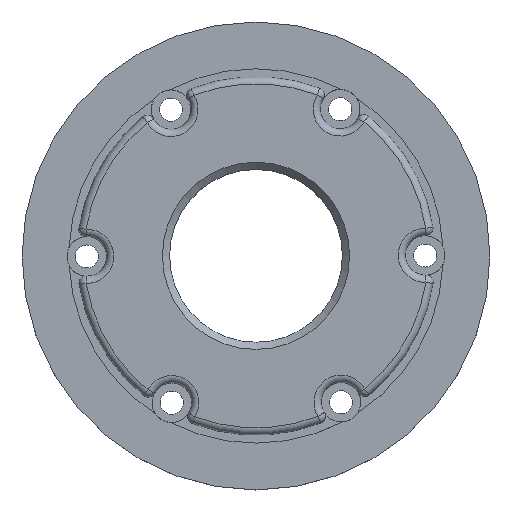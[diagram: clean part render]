
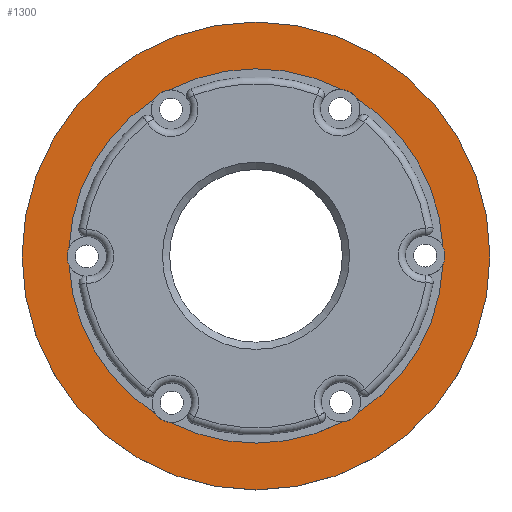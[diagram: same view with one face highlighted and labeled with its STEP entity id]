
A CAD part, top view. The second image highlights one B-rep face of the part: STEP entity #1300.
In plain terms, the highlighted planar face has unit normal (0, 0, 1).
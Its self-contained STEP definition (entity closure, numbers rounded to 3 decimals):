
#25=FACE_BOUND('',#359,.T.);
#42=PLANE('',#1515);
#267=FACE_OUTER_BOUND('',#358,.T.);
#358=EDGE_LOOP('',(#1109));
#359=EDGE_LOOP('',(#1110,#1111,#1112,#1113,#1114,#1115,#1116,#1117,#1118,
#1119,#1120,#1121,#1122));
#398=CIRCLE('',#1349,2.75);
#413=CIRCLE('',#1370,2.75);
#428=CIRCLE('',#1391,2.75);
#443=CIRCLE('',#1412,2.75);
#456=CIRCLE('',#1431,2.75);
#458=CIRCLE('',#1433,2.75);
#471=CIRCLE('',#1452,2.75);
#508=CIRCLE('',#1516,32.5);
#509=CIRCLE('',#1517,26.);
#510=CIRCLE('',#1518,26.);
#511=CIRCLE('',#1519,26.);
#512=CIRCLE('',#1520,26.);
#513=CIRCLE('',#1521,26.);
#514=CIRCLE('',#1522,26.);
#541=VERTEX_POINT('',#2089);
#542=VERTEX_POINT('',#2091);
#557=VERTEX_POINT('',#2133);
#558=VERTEX_POINT('',#2135);
#573=VERTEX_POINT('',#2177);
#574=VERTEX_POINT('',#2179);
#589=VERTEX_POINT('',#2221);
#590=VERTEX_POINT('',#2223);
#603=VERTEX_POINT('',#2260);
#604=VERTEX_POINT('',#2262);
#606=VERTEX_POINT('',#2267);
#619=VERTEX_POINT('',#2304);
#620=VERTEX_POINT('',#2306);
#639=VERTEX_POINT('',#2396);
#661=EDGE_CURVE('',#542,#541,#398,.T.);
#683=EDGE_CURVE('',#558,#557,#413,.T.);
#705=EDGE_CURVE('',#574,#573,#428,.T.);
#727=EDGE_CURVE('',#590,#589,#443,.T.);
#746=EDGE_CURVE('',#604,#603,#456,.T.);
#749=EDGE_CURVE('',#606,#604,#458,.T.);
#768=EDGE_CURVE('',#620,#619,#471,.T.);
#812=EDGE_CURVE('',#639,#639,#508,.T.);
#813=EDGE_CURVE('',#619,#542,#509,.T.);
#814=EDGE_CURVE('',#541,#558,#510,.T.);
#815=EDGE_CURVE('',#557,#574,#511,.T.);
#816=EDGE_CURVE('',#573,#590,#512,.T.);
#817=EDGE_CURVE('',#589,#606,#513,.T.);
#818=EDGE_CURVE('',#603,#620,#514,.T.);
#1109=ORIENTED_EDGE('',*,*,#812,.T.);
#1110=ORIENTED_EDGE('',*,*,#768,.T.);
#1111=ORIENTED_EDGE('',*,*,#813,.T.);
#1112=ORIENTED_EDGE('',*,*,#661,.T.);
#1113=ORIENTED_EDGE('',*,*,#814,.T.);
#1114=ORIENTED_EDGE('',*,*,#683,.T.);
#1115=ORIENTED_EDGE('',*,*,#815,.T.);
#1116=ORIENTED_EDGE('',*,*,#705,.T.);
#1117=ORIENTED_EDGE('',*,*,#816,.T.);
#1118=ORIENTED_EDGE('',*,*,#727,.T.);
#1119=ORIENTED_EDGE('',*,*,#817,.T.);
#1120=ORIENTED_EDGE('',*,*,#749,.T.);
#1121=ORIENTED_EDGE('',*,*,#746,.T.);
#1122=ORIENTED_EDGE('',*,*,#818,.T.);
#1300=ADVANCED_FACE('',(#267,#25),#42,.T.);
#1349=AXIS2_PLACEMENT_3D('',#2092,#1591,#1592);
#1370=AXIS2_PLACEMENT_3D('',#2136,#1640,#1641);
#1391=AXIS2_PLACEMENT_3D('',#2180,#1689,#1690);
#1412=AXIS2_PLACEMENT_3D('',#2224,#1738,#1739);
#1431=AXIS2_PLACEMENT_3D('',#2263,#1782,#1783);
#1433=AXIS2_PLACEMENT_3D('',#2268,#1787,#1788);
#1452=AXIS2_PLACEMENT_3D('',#2307,#1831,#1832);
#1515=AXIS2_PLACEMENT_3D('',#2395,#1964,#1965);
#1516=AXIS2_PLACEMENT_3D('',#2397,#1966,#1967);
#1517=AXIS2_PLACEMENT_3D('',#2398,#1968,#1969);
#1518=AXIS2_PLACEMENT_3D('',#2399,#1970,#1971);
#1519=AXIS2_PLACEMENT_3D('',#2400,#1972,#1973);
#1520=AXIS2_PLACEMENT_3D('',#2401,#1974,#1975);
#1521=AXIS2_PLACEMENT_3D('',#2402,#1976,#1977);
#1522=AXIS2_PLACEMENT_3D('',#2403,#1978,#1979);
#1591=DIRECTION('center_axis',(0.,0.,-1.));
#1592=DIRECTION('ref_axis',(-1.,0.,0.));
#1640=DIRECTION('center_axis',(0.,0.,-1.));
#1641=DIRECTION('ref_axis',(-1.,0.,0.));
#1689=DIRECTION('center_axis',(0.,0.,-1.));
#1690=DIRECTION('ref_axis',(-1.,0.,0.));
#1738=DIRECTION('center_axis',(0.,0.,-1.));
#1739=DIRECTION('ref_axis',(-1.,0.,0.));
#1782=DIRECTION('center_axis',(0.,0.,-1.));
#1783=DIRECTION('ref_axis',(-1.,0.,0.));
#1787=DIRECTION('center_axis',(0.,0.,-1.));
#1788=DIRECTION('ref_axis',(-1.,0.,0.));
#1831=DIRECTION('center_axis',(0.,0.,-1.));
#1832=DIRECTION('ref_axis',(-1.,0.,0.));
#1964=DIRECTION('center_axis',(0.,0.,1.));
#1965=DIRECTION('ref_axis',(1.,0.,0.));
#1966=DIRECTION('center_axis',(0.,0.,1.));
#1967=DIRECTION('ref_axis',(1.,0.,0.));
#1968=DIRECTION('center_axis',(0.,0.,-1.));
#1969=DIRECTION('ref_axis',(-1.,0.,0.));
#1970=DIRECTION('center_axis',(0.,0.,-1.));
#1971=DIRECTION('ref_axis',(-1.,0.,0.));
#1972=DIRECTION('center_axis',(0.,0.,-1.));
#1973=DIRECTION('ref_axis',(-1.,0.,0.));
#1974=DIRECTION('center_axis',(0.,0.,-1.));
#1975=DIRECTION('ref_axis',(-1.,0.,0.));
#1976=DIRECTION('center_axis',(0.,0.,-1.));
#1977=DIRECTION('ref_axis',(-1.,0.,0.));
#1978=DIRECTION('center_axis',(0.,0.,-1.));
#1979=DIRECTION('ref_axis',(-1.,0.,0.));
#2089=CARTESIAN_POINT('',(-13.968,-21.93,4.5));
#2091=CARTESIAN_POINT('',(-11.878,-23.128,4.5));
#2092=CARTESIAN_POINT('Origin',(-11.693,-20.385,4.5));
#2133=CARTESIAN_POINT('',(-25.975,1.131,4.5));
#2135=CARTESIAN_POINT('',(-25.969,-1.278,4.5));
#2136=CARTESIAN_POINT('Origin',(-23.5,-0.066,4.5));
#2177=CARTESIAN_POINT('',(-12.008,23.061,4.5));
#2179=CARTESIAN_POINT('',(-14.091,21.85,4.5));
#2180=CARTESIAN_POINT('Origin',(-11.807,20.318,4.5));
#2221=CARTESIAN_POINT('',(13.968,21.93,4.5));
#2223=CARTESIAN_POINT('',(11.878,23.128,4.5));
#2224=CARTESIAN_POINT('Origin',(11.693,20.385,4.5));
#2260=CARTESIAN_POINT('',(25.975,-1.131,4.5));
#2262=CARTESIAN_POINT('',(26.25,0.066,4.5));
#2263=CARTESIAN_POINT('Origin',(23.5,0.066,4.5));
#2267=CARTESIAN_POINT('',(25.969,1.278,4.5));
#2268=CARTESIAN_POINT('Origin',(23.5,0.066,4.5));
#2304=CARTESIAN_POINT('',(12.008,-23.061,4.5));
#2306=CARTESIAN_POINT('',(14.091,-21.85,4.5));
#2307=CARTESIAN_POINT('Origin',(11.807,-20.318,4.5));
#2395=CARTESIAN_POINT('Origin',(0.,0.,4.5));
#2396=CARTESIAN_POINT('',(-32.5,0.,4.5));
#2397=CARTESIAN_POINT('Origin',(0.,0.,4.5));
#2398=CARTESIAN_POINT('Origin',(0.,0.,4.5));
#2399=CARTESIAN_POINT('Origin',(0.,0.,4.5));
#2400=CARTESIAN_POINT('Origin',(0.,0.,4.5));
#2401=CARTESIAN_POINT('Origin',(0.,0.,4.5));
#2402=CARTESIAN_POINT('Origin',(0.,0.,4.5));
#2403=CARTESIAN_POINT('Origin',(0.,0.,4.5));
